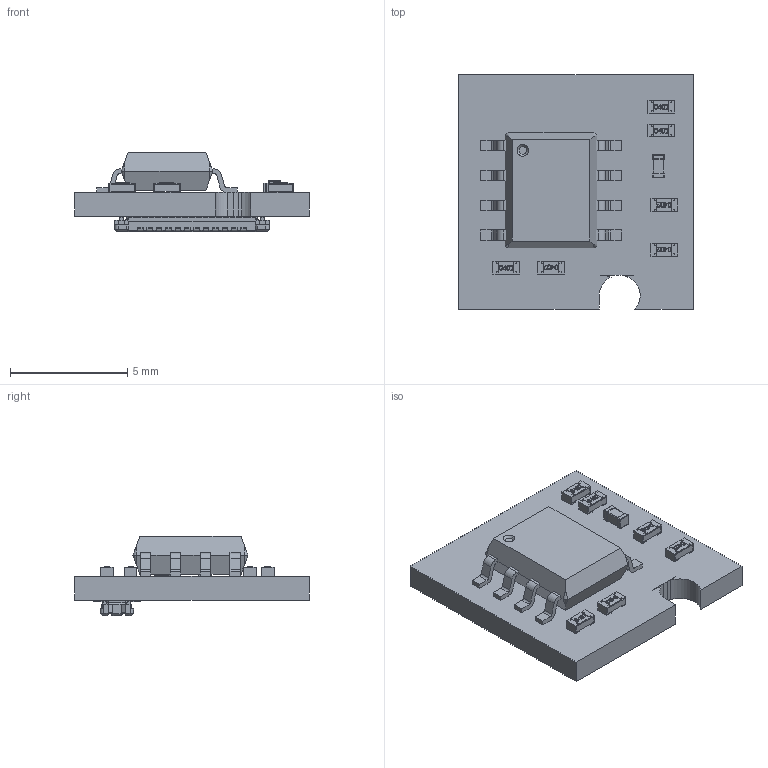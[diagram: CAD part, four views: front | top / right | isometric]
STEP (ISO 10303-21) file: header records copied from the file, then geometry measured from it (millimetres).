
FILE_DESCRIPTION(('Open CASCADE Model'),'2;1');
FILE_NAME('Open CASCADE Shape Model','2021-03-18T19:59:46',('Author'),( 'Open CASCADE'),'Open CASCADE STEP processor 6.8','Open CASCADE 6.8' ,'Unknown');
FILE_SCHEMA(('AUTOMOTIVE_DESIGN { 1 0 10303 214 1 1 1 1 }'));
Length unit declared in the file: millimetre
Products named in the file (17): PCB; Board; Open CASCADE STEP translator 6.8 2.1.1; Open CASCADE STEP translator 6.8 2.1.1.1; R2; RES_1005-0402; R3; R4; R1; R6; R5; C1; C0402; U1; so8-3; J1; axe624124
Assembly tree (21 placements, depth 4):
  PCB
    Board
      Open CASCADE STEP translator 6.8 2.1.1
        Open CASCADE STEP translator 6.8 2.1.1.1
    R2
      RES_1005-0402
    R3
      RES_1005-0402
    R4
      RES_1005-0402
    R1
      RES_1005-0402
    R6
      RES_1005-0402
    R5
      RES_1005-0402
    C1
      C0402
    U1
      so8-3
    J1
      axe624124
Bounding box: 10 x 10 x 3.37 mm (x, y, z)
Volume: 131.5 mm3; surface area: 381.8 mm2
Topology: 28 solids, 28 shells, 1249 faces, 3308 edges, 2146 vertices
Faces by surface type: plane 911, bspline 164, cylinder 138, sphere 18, cone 14, torus 4
Entity records: 28708 total; most frequent: CARTESIAN_POINT 7054, ORIENTED_EDGE 4326, DIRECTION 3933, EDGE_CURVE 2163, LINE 1707, VECTOR 1707, VERTEX_POINT 1396, AXIS2_PLACEMENT_3D 1113
